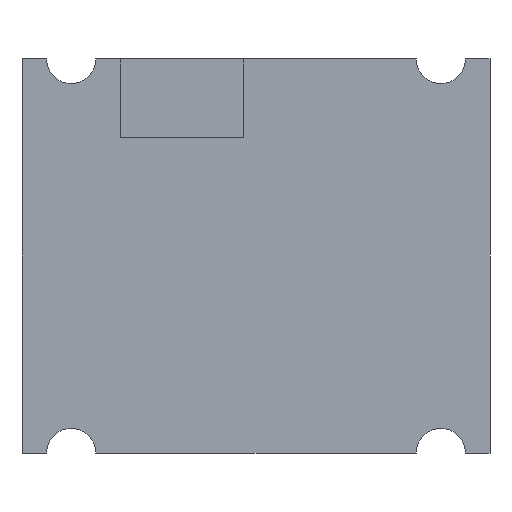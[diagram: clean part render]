
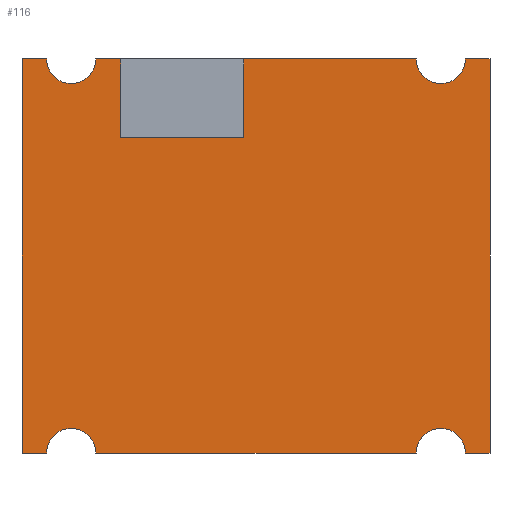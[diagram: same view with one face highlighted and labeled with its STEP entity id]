
A CAD part, front view. The second image highlights one B-rep face of the part: STEP entity #116.
In plain terms, the highlighted planar face has unit normal (0, -1, 0).
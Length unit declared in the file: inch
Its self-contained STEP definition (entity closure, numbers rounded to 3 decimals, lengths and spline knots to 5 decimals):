
#4 = CARTESIAN_POINT ( 'NONE',  ( 1.125, 0., 0. ) ) ;
#8 = CIRCLE ( 'NONE', #413, 0.0625 ) ;
#12 = LINE ( 'NONE', #1097, #447 ) ;
#13 = VERTEX_POINT ( 'NONE', #1019 ) ;
#18 = EDGE_CURVE ( 'NONE', #13, #369, #1038, .T. ) ;
#19 = DIRECTION ( 'NONE',  ( 0., 0., 1. ) ) ;
#29 = CIRCLE ( 'NONE', #677, 0.0625 ) ;
#41 = CARTESIAN_POINT ( 'NONE',  ( 0., 0., 0. ) ) ;
#55 = LINE ( 'NONE', #401, #202 ) ;
#61 = CARTESIAN_POINT ( 'NONE',  ( 0., 0., -1. ) ) ;
#63 = CARTESIAN_POINT ( 'NONE',  ( 0.125, 0., -1. ) ) ;
#70 = DIRECTION ( 'NONE',  ( 0., 0., 1. ) ) ;
#72 = DIRECTION ( 'NONE',  ( 0., 0., 1. ) ) ;
#86 = CARTESIAN_POINT ( 'NONE',  ( 0.5625, 0., 0. ) ) ;
#92 = LINE ( 'NONE', #700, #615 ) ;
#102 = VERTEX_POINT ( 'NONE', #488 ) ;
#116 = ADVANCED_FACE ( 'NONE', ( #602 ), #1161, .F. ) ;
#125 = EDGE_CURVE ( 'NONE', #369, #195, #412, .T. ) ;
#135 = CARTESIAN_POINT ( 'NONE',  ( 1., 0., 0. ) ) ;
#140 = EDGE_CURVE ( 'NONE', #570, #841, #12, .T. ) ;
#141 = CARTESIAN_POINT ( 'NONE',  ( 0.0625, 0., -1. ) ) ;
#188 = VERTEX_POINT ( 'NONE', #533 ) ;
#195 = VERTEX_POINT ( 'NONE', #269 ) ;
#196 = LINE ( 'NONE', #826, #1153 ) ;
#200 = VERTEX_POINT ( 'NONE', #280 ) ;
#202 = VECTOR ( 'NONE', #475, 39.37008 ) ;
#204 = ORIENTED_EDGE ( 'NONE', *, *, #125, .F. ) ;
#210 = CARTESIAN_POINT ( 'NONE',  ( 0.125, 0., 0. ) ) ;
#213 = EDGE_CURVE ( 'NONE', #326, #13, #92, .T. ) ;
#217 = LINE ( 'NONE', #41, #1015 ) ;
#218 = LINE ( 'NONE', #374, #502 ) ;
#244 = LINE ( 'NONE', #416, #845 ) ;
#245 = VERTEX_POINT ( 'NONE', #364 ) ;
#246 = CARTESIAN_POINT ( 'NONE',  ( 0.125, 0., 0. ) ) ;
#269 = CARTESIAN_POINT ( 'NONE',  ( 0.1875, 0., 0. ) ) ;
#276 = EDGE_CURVE ( 'NONE', #314, #499, #981, .T. ) ;
#280 = CARTESIAN_POINT ( 'NONE',  ( 1.0625, 0., -0.0625 ) ) ;
#291 = DIRECTION ( 'NONE',  ( 1., 0., 0. ) ) ;
#306 = DIRECTION ( 'NONE',  ( 0., -1., 0. ) ) ;
#311 = EDGE_CURVE ( 'NONE', #195, #102, #218, .T. ) ;
#314 = VERTEX_POINT ( 'NONE', #743 ) ;
#326 = VERTEX_POINT ( 'NONE', #1115 ) ;
#331 = CARTESIAN_POINT ( 'NONE',  ( 0.25, 0., -0.2 ) ) ;
#332 = ORIENTED_EDGE ( 'NONE', *, *, #18, .F. ) ;
#333 = VECTOR ( 'NONE', #758, 39.37008 ) ;
#342 = ORIENTED_EDGE ( 'NONE', *, *, #140, .F. ) ;
#364 = CARTESIAN_POINT ( 'NONE',  ( 1., 0., -1. ) ) ;
#369 = VERTEX_POINT ( 'NONE', #1106 ) ;
#371 = EDGE_CURVE ( 'NONE', #430, #245, #8, .T. ) ;
#374 = CARTESIAN_POINT ( 'NONE',  ( 0.1875, 0., 0. ) ) ;
#401 = CARTESIAN_POINT ( 'NONE',  ( 1.125, 0., 0. ) ) ;
#403 = CARTESIAN_POINT ( 'NONE',  ( 0.1875, 0., -1. ) ) ;
#412 = CIRCLE ( 'NONE', #728, 0.0625 ) ;
#413 = AXIS2_PLACEMENT_3D ( 'NONE', #562, #941, #463 ) ;
#416 = CARTESIAN_POINT ( 'NONE',  ( 1.1875, 0., 0. ) ) ;
#419 = VERTEX_POINT ( 'NONE', #403 ) ;
#430 = VERTEX_POINT ( 'NONE', #581 ) ;
#433 = VECTOR ( 'NONE', #892, 39.37008 ) ;
#434 = VECTOR ( 'NONE', #967, 39.37008 ) ;
#444 = EDGE_CURVE ( 'NONE', #1055, #660, #1147, .T. ) ;
#447 = VECTOR ( 'NONE', #905, 39.37008 ) ;
#448 = DIRECTION ( 'NONE',  ( 0., 0., 1. ) ) ;
#463 = DIRECTION ( 'NONE',  ( 0., 0., 1. ) ) ;
#472 = AXIS2_PLACEMENT_3D ( 'NONE', #1118, #306, #938 ) ;
#475 = DIRECTION ( 'NONE',  ( 1., 0., 0. ) ) ;
#488 = CARTESIAN_POINT ( 'NONE',  ( 0.25, 0., 0. ) ) ;
#497 = CARTESIAN_POINT ( 'NONE',  ( 0., 0., -1. ) ) ;
#499 = VERTEX_POINT ( 'NONE', #135 ) ;
#502 = VECTOR ( 'NONE', #291, 39.37008 ) ;
#522 = CARTESIAN_POINT ( 'NONE',  ( 0.1875, 0., 0. ) ) ;
#527 = CARTESIAN_POINT ( 'NONE',  ( 1.0625, 0., 0. ) ) ;
#533 = CARTESIAN_POINT ( 'NONE',  ( 1.1875, 0., -1. ) ) ;
#538 = ORIENTED_EDGE ( 'NONE', *, *, #444, .F. ) ;
#544 = EDGE_CURVE ( 'NONE', #102, #570, #679, .T. ) ;
#560 = DIRECTION ( 'NONE',  ( 0., 0., 1. ) ) ;
#561 = CARTESIAN_POINT ( 'NONE',  ( 0.5625, 0., -0.2 ) ) ;
#562 = CARTESIAN_POINT ( 'NONE',  ( 1.0625, 0., -1. ) ) ;
#570 = VERTEX_POINT ( 'NONE', #331 ) ;
#581 = CARTESIAN_POINT ( 'NONE',  ( 1.125, 0., -1. ) ) ;
#593 = CARTESIAN_POINT ( 'NONE',  ( 0.25, 0., 0. ) ) ;
#595 = DIRECTION ( 'NONE',  ( 0., -1., 0. ) ) ;
#596 = AXIS2_PLACEMENT_3D ( 'NONE', #63, #1051, #970 ) ;
#602 = FACE_OUTER_BOUND ( 'NONE', #612, .T. ) ;
#612 = EDGE_LOOP ( 'NONE', ( #1155, #847, #204, #332, #620, #1030, #538, #975, #950, #857, #1165, #708, #779, #661, #644, #1116, #1102, #342 ) ) ;
#615 = VECTOR ( 'NONE', #998, 39.37008 ) ;
#620 = ORIENTED_EDGE ( 'NONE', *, *, #213, .F. ) ;
#644 = ORIENTED_EDGE ( 'NONE', *, *, #1129, .F. ) ;
#656 = CARTESIAN_POINT ( 'NONE',  ( 1.125, 0., -1. ) ) ;
#660 = VERTEX_POINT ( 'NONE', #61 ) ;
#661 = ORIENTED_EDGE ( 'NONE', *, *, #774, .F. ) ;
#666 = EDGE_CURVE ( 'NONE', #1067, #188, #244, .T. ) ;
#677 = AXIS2_PLACEMENT_3D ( 'NONE', #1022, #1119, #924 ) ;
#679 = LINE ( 'NONE', #593, #434 ) ;
#694 = VERTEX_POINT ( 'NONE', #4 ) ;
#700 = CARTESIAN_POINT ( 'NONE',  ( 0., 0., 0. ) ) ;
#708 = ORIENTED_EDGE ( 'NONE', *, *, #666, .F. ) ;
#728 = AXIS2_PLACEMENT_3D ( 'NONE', #246, #595, #70 ) ;
#743 = CARTESIAN_POINT ( 'NONE',  ( 0.5625, 0., 0. ) ) ;
#758 = DIRECTION ( 'NONE',  ( -1., 0., 0. ) ) ;
#774 = EDGE_CURVE ( 'NONE', #200, #694, #1160, .T. ) ;
#779 = ORIENTED_EDGE ( 'NONE', *, *, #1123, .F. ) ;
#782 = DIRECTION ( 'NONE',  ( -1., 0., 0. ) ) ;
#826 = CARTESIAN_POINT ( 'NONE',  ( 0.1875, 0., -1. ) ) ;
#841 = VERTEX_POINT ( 'NONE', #561 ) ;
#842 = DIRECTION ( 'NONE',  ( 0., -1., 0. ) ) ;
#845 = VECTOR ( 'NONE', #1148, 39.37008 ) ;
#847 = ORIENTED_EDGE ( 'NONE', *, *, #311, .F. ) ;
#857 = ORIENTED_EDGE ( 'NONE', *, *, #371, .F. ) ;
#858 = CIRCLE ( 'NONE', #472, 0.0625 ) ;
#890 = DIRECTION ( 'NONE',  ( 0., -1., 0. ) ) ;
#892 = DIRECTION ( 'NONE',  ( 1., 0., 0. ) ) ;
#905 = DIRECTION ( 'NONE',  ( 1., 0., 0. ) ) ;
#916 = EDGE_CURVE ( 'NONE', #660, #326, #217, .T. ) ;
#923 = EDGE_CURVE ( 'NONE', #419, #1055, #29, .T. ) ;
#924 = DIRECTION ( 'NONE',  ( 0., 0., 1. ) ) ;
#938 = DIRECTION ( 'NONE',  ( 0., 0., 1. ) ) ;
#941 = DIRECTION ( 'NONE',  ( 0., -1., 0. ) ) ;
#945 = VECTOR ( 'NONE', #782, 39.37008 ) ;
#949 = EDGE_CURVE ( 'NONE', #245, #419, #196, .T. ) ;
#950 = ORIENTED_EDGE ( 'NONE', *, *, #949, .F. ) ;
#967 = DIRECTION ( 'NONE',  ( 0., 0., -1. ) ) ;
#970 = DIRECTION ( 'NONE',  ( 0., 0., 1. ) ) ;
#975 = ORIENTED_EDGE ( 'NONE', *, *, #923, .F. ) ;
#981 = LINE ( 'NONE', #522, #433 ) ;
#998 = DIRECTION ( 'NONE',  ( 1., 0., 0. ) ) ;
#1000 = VECTOR ( 'NONE', #72, 39.37008 ) ;
#1015 = VECTOR ( 'NONE', #19, 39.37008 ) ;
#1019 = CARTESIAN_POINT ( 'NONE',  ( 0.0625, 0., 0. ) ) ;
#1022 = CARTESIAN_POINT ( 'NONE',  ( 0.125, 0., -1. ) ) ;
#1030 = ORIENTED_EDGE ( 'NONE', *, *, #916, .F. ) ;
#1037 = LINE ( 'NONE', #86, #1000 ) ;
#1038 = CIRCLE ( 'NONE', #1136, 0.0625 ) ;
#1051 = DIRECTION ( 'NONE',  ( 0., 1., 0. ) ) ;
#1055 = VERTEX_POINT ( 'NONE', #141 ) ;
#1067 = VERTEX_POINT ( 'NONE', #1146 ) ;
#1097 = CARTESIAN_POINT ( 'NONE',  ( 0.25, 0., -0.2 ) ) ;
#1102 = ORIENTED_EDGE ( 'NONE', *, *, #1166, .F. ) ;
#1103 = AXIS2_PLACEMENT_3D ( 'NONE', #527, #890, #448 ) ;
#1106 = CARTESIAN_POINT ( 'NONE',  ( 0.125, 0., -0.0625 ) ) ;
#1109 = DIRECTION ( 'NONE',  ( -1., 0., 0. ) ) ;
#1115 = CARTESIAN_POINT ( 'NONE',  ( 0., 0., 0. ) ) ;
#1116 = ORIENTED_EDGE ( 'NONE', *, *, #276, .F. ) ;
#1118 = CARTESIAN_POINT ( 'NONE',  ( 1.0625, 0., 0. ) ) ;
#1119 = DIRECTION ( 'NONE',  ( 0., -1., 0. ) ) ;
#1122 = LINE ( 'NONE', #656, #333 ) ;
#1123 = EDGE_CURVE ( 'NONE', #694, #1067, #55, .T. ) ;
#1129 = EDGE_CURVE ( 'NONE', #499, #200, #858, .T. ) ;
#1136 = AXIS2_PLACEMENT_3D ( 'NONE', #210, #842, #560 ) ;
#1146 = CARTESIAN_POINT ( 'NONE',  ( 1.1875, 0., 0. ) ) ;
#1147 = LINE ( 'NONE', #497, #945 ) ;
#1148 = DIRECTION ( 'NONE',  ( 0., 0., -1. ) ) ;
#1153 = VECTOR ( 'NONE', #1109, 39.37008 ) ;
#1155 = ORIENTED_EDGE ( 'NONE', *, *, #544, .F. ) ;
#1160 = CIRCLE ( 'NONE', #1103, 0.0625 ) ;
#1161 = PLANE ( 'NONE',  #596 ) ;
#1163 = EDGE_CURVE ( 'NONE', #188, #430, #1122, .T. ) ;
#1165 = ORIENTED_EDGE ( 'NONE', *, *, #1163, .F. ) ;
#1166 = EDGE_CURVE ( 'NONE', #841, #314, #1037, .T. ) ;
